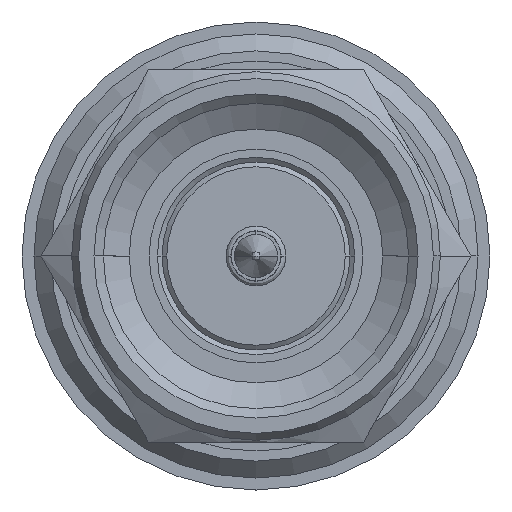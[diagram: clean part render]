
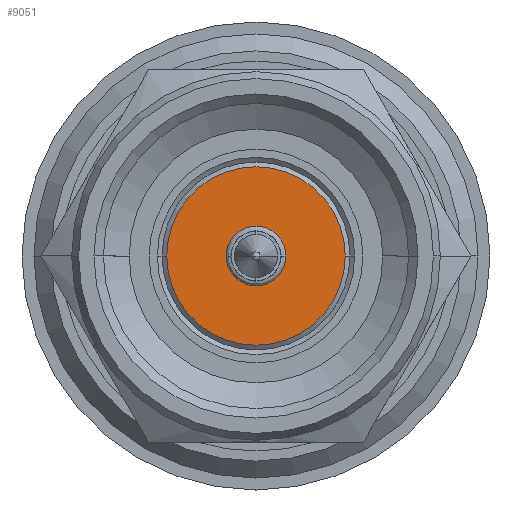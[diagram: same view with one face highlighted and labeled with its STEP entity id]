
A CAD part, left-side view. The second image highlights one B-rep face of the part: STEP entity #9051.
In plain terms, the highlighted planar face has unit normal (-1, 0, 0).
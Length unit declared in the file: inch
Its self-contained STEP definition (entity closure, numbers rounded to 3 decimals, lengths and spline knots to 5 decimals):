
#509 = AXIS2_PLACEMENT_3D ( 'NONE', #17019, #22763, #35228 ) ;
#3699 = VERTEX_POINT ( 'NONE', #14475 ) ;
#4384 = ORIENTED_EDGE ( 'NONE', *, *, #27334, .F. ) ;
#4801 = FACE_BOUND ( 'NONE', #32267, .T. ) ;
#5367 = VERTEX_POINT ( 'NONE', #20940 ) ;
#6597 = AXIS2_PLACEMENT_3D ( 'NONE', #35934, #23470, #11001 ) ;
#7760 = DIRECTION ( 'NONE',  ( -1., 0., 0. ) ) ;
#9051 = ADVANCED_FACE ( 'NONE', ( #4801, #16401 ), #32570, .F. ) ;
#10684 = CIRCLE ( 'NONE', #32241, 0.0748 ) ;
#11001 = DIRECTION ( 'NONE',  ( 0., -1., 0. ) ) ;
#11195 = CIRCLE ( 'NONE', #26883, 0.025 ) ;
#11962 = CARTESIAN_POINT ( 'NONE',  ( 0.11417, 0.0748, 0. ) ) ;
#14475 = CARTESIAN_POINT ( 'NONE',  ( 0.11417, 0.025, 0. ) ) ;
#16401 = FACE_OUTER_BOUND ( 'NONE', #30463, .T. ) ;
#16925 = VERTEX_POINT ( 'NONE', #11962 ) ;
#17019 = CARTESIAN_POINT ( 'NONE',  ( 0.11417, 0., 0. ) ) ;
#17991 = CARTESIAN_POINT ( 'NONE',  ( 0.11417, -0.0748, 0. ) ) ;
#18455 = CARTESIAN_POINT ( 'NONE',  ( 0.11417, 0., 0. ) ) ;
#18508 = EDGE_CURVE ( 'NONE', #16925, #35640, #10684, .T. ) ;
#18959 = CIRCLE ( 'NONE', #21585, 0.0748 ) ;
#20191 = DIRECTION ( 'NONE',  ( 0., -1., 0. ) ) ;
#20821 = ORIENTED_EDGE ( 'NONE', *, *, #25738, .T. ) ;
#20940 = CARTESIAN_POINT ( 'NONE',  ( 0.11417, -0.025, 0. ) ) ;
#21585 = AXIS2_PLACEMENT_3D ( 'NONE', #38809, #7760, #20191 ) ;
#22169 = ORIENTED_EDGE ( 'NONE', *, *, #18508, .T. ) ;
#22261 = DIRECTION ( 'NONE',  ( -1., 0., 0. ) ) ;
#22763 = DIRECTION ( 'NONE',  ( 1., 0., 0. ) ) ;
#23470 = DIRECTION ( 'NONE',  ( -1., 0., 0. ) ) ;
#24724 = ORIENTED_EDGE ( 'NONE', *, *, #25771, .F. ) ;
#25738 = EDGE_CURVE ( 'NONE', #35640, #16925, #18959, .T. ) ;
#25771 = EDGE_CURVE ( 'NONE', #5367, #3699, #28751, .T. ) ;
#26883 = AXIS2_PLACEMENT_3D ( 'NONE', #18455, #33402, #33803 ) ;
#27334 = EDGE_CURVE ( 'NONE', #3699, #5367, #11195, .T. ) ;
#28413 = DIRECTION ( 'NONE',  ( 0., -1., 0. ) ) ;
#28751 = CIRCLE ( 'NONE', #6597, 0.025 ) ;
#30463 = EDGE_LOOP ( 'NONE', ( #22169, #20821 ) ) ;
#32241 = AXIS2_PLACEMENT_3D ( 'NONE', #35533, #22261, #28413 ) ;
#32267 = EDGE_LOOP ( 'NONE', ( #24724, #4384 ) ) ;
#32570 = PLANE ( 'NONE',  #509 ) ;
#33402 = DIRECTION ( 'NONE',  ( -1., 0., 0. ) ) ;
#33803 = DIRECTION ( 'NONE',  ( 0., -1., 0. ) ) ;
#35228 = DIRECTION ( 'NONE',  ( 0., 1., 0. ) ) ;
#35533 = CARTESIAN_POINT ( 'NONE',  ( 0.11417, 0., 0. ) ) ;
#35640 = VERTEX_POINT ( 'NONE', #17991 ) ;
#35934 = CARTESIAN_POINT ( 'NONE',  ( 0.11417, 0., 0. ) ) ;
#38809 = CARTESIAN_POINT ( 'NONE',  ( 0.11417, 0., 0. ) ) ;
